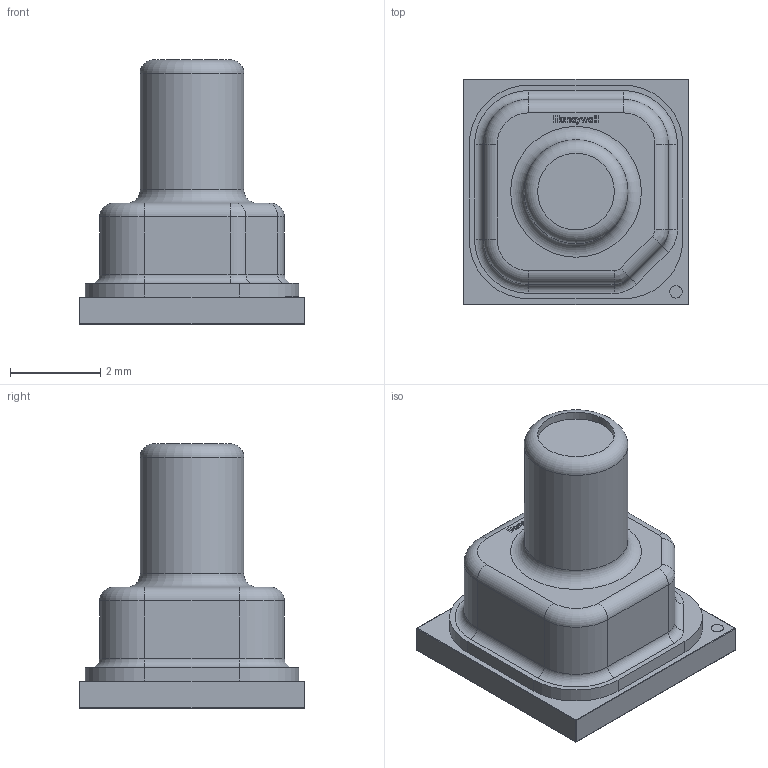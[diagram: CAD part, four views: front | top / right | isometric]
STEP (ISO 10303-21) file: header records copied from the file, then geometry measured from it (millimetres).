
FILE_DESCRIPTION(/* description */ (''),/* implementation_level */ '2;1');
FILE_NAME(/* name */ 'Honeywell Sensing and Control MPRLS0025PA00001AB.stp',/* time_stamp */ '2021-10-09T23:47:29-04:00',/* author */ ('rabri'),/* organization */ (''),/* preprocessor_version */ 'ST-DEVELOPER v18',/* originating_system */ 'Autodesk Inventor 2020',/* authorisation */ '');
FILE_SCHEMA (('AUTOMOTIVE_DESIGN { 1 0 10303 214 3 1 1 }'));
Length unit declared in the file: millimetre
Products named in the file (7): Honeywell Sensing and Control MPRLS0025PA00001AB; terminal; pcb; top; logo; marking; fill
Assembly tree (6 placements, depth 2):
  Honeywell Sensing and Control MPRLS0025PA00001AB
    terminal
    pcb
    top
    logo
    marking
    fill
Bounding box: 5 x 5 x 5.86 mm (x, y, z)
Volume: 61.8 mm3; surface area: 218 mm2
Topology: 24 solids, 24 shells, 347 faces, 816 edges, 531 vertices
Faces by surface type: plane 225, bspline 69, cylinder 35, torus 10, sphere 8
Full cylindrical faces by diameter (mm): 0.274 x1, 1.7 x2, 2.3 x1
Entity records: 10450 total; most frequent: CARTESIAN_POINT 2510, ORIENTED_EDGE 1632, DIRECTION 1395, EDGE_CURVE 816, LINE 591, VECTOR 591, VERTEX_POINT 531, AXIS2_PLACEMENT_3D 402
